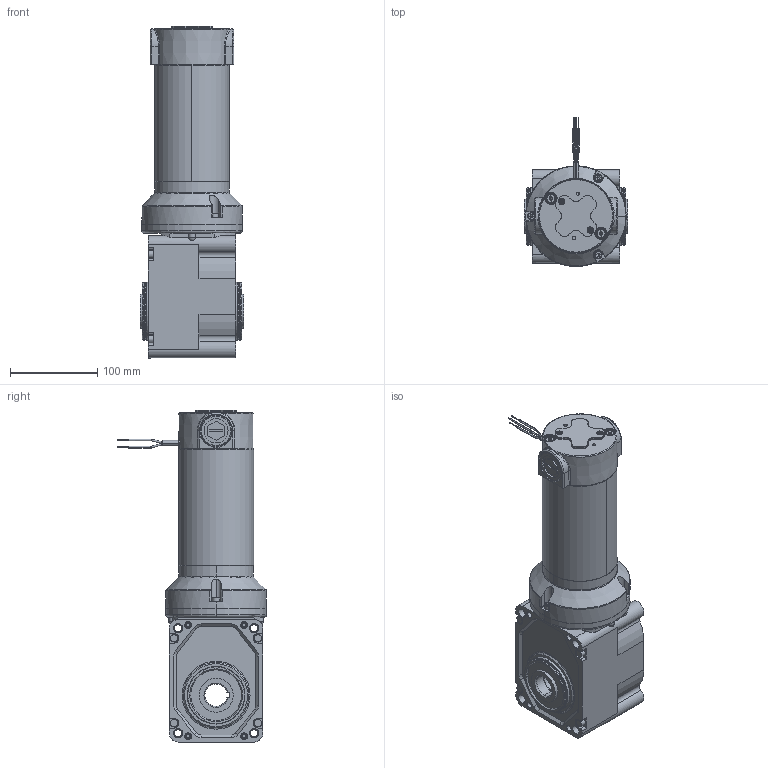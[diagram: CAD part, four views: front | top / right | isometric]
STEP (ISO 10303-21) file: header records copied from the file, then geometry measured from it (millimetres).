
FILE_DESCRIPTION (( 'STEP AP214' ), '1' );
FILE_NAME ('INFM0414.STEP', '2019-12-24T01:30:28', ( '' ), ( '' ), 'SwSTEP 2.0', 'SolidWorks 2017', '' );
FILE_SCHEMA (( 'AUTOMOTIVE_DESIGN' ));
Length unit declared in the file: inch
Products named in the file (11): 57501295_57501295; 329AZ040_329AZ040; 54101028_54101028; 135AZ003_135AZ003; 349AZ001_349AZ001; 51601058_51601058; 54101359_54101359; 53130978_53130978; 493AZ001_493AZ001; INFM0414; 149AZ026_149AZ026
Assembly tree (13 placements, depth 2):
  INFM0414
    349AZ001_349AZ001
    135AZ003_135AZ003
    329AZ040_329AZ040
    493AZ001_493AZ001  x2
    54101028_54101028  x2
    57501295_57501295
    54101359_54101359  x2
    53130978_53130978
    149AZ026_149AZ026
    51601058_51601058
Bounding box: 118 x 170.09 x 379.51 mm (x, y, z)
Volume: 2738211.5 mm3; surface area: 287174.3 mm2
Topology: 29 solids, 29 shells, 1944 faces, 4750 edges, 2877 vertices
Faces by surface type: cylinder 568, plane 494, bspline 371, cone 341, torus 139, sphere 31
Entity records: 103148 total; most frequent: CARTESIAN_POINT 40086, ORIENTED_EDGE 8880, DIRECTION 8455, EDGE_CURVE 4440, AXIS2_PLACEMENT_3D 3420, VERTEX_POINT 2731, EDGE_LOOP 2005, CIRCLE 1908
